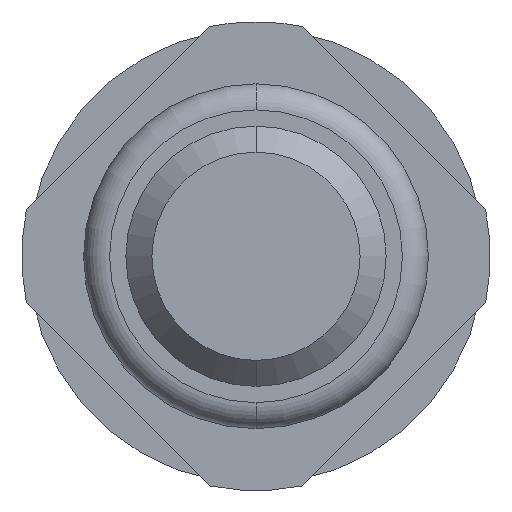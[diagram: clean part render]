
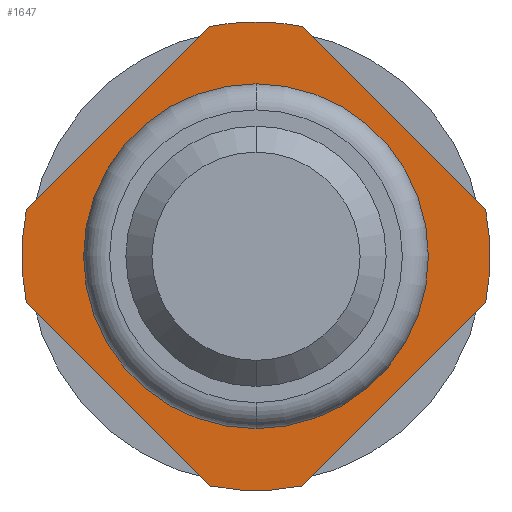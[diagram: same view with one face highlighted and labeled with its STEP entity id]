
A CAD part, front view. The second image highlights one B-rep face of the part: STEP entity #1647.
In plain terms, the highlighted planar face has unit normal (0, -1, 0).
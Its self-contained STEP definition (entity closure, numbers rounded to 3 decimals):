
#7 = CARTESIAN_POINT ( 'NONE',  ( 1.8, -2., 0. ) ) ;
#42 = LINE ( 'NONE', #3430, #2024 ) ;
#93 = AXIS2_PLACEMENT_3D ( 'NONE', #786, #1327, #1648 ) ;
#167 = EDGE_CURVE ( 'Defeature ausgef�hrt3_15+Defeature ausgef�hrt3_0+Defeature ausgef�hrt3_1+Defeature ausgef�hrt3_4', #307, #2060, #42, .T. ) ;
#194 = ORIENTED_EDGE ( 'NONE', *, *, #3706, .F. ) ;
#239 = CARTESIAN_POINT ( 'NONE',  ( 0., -2., 1.8 ) ) ;
#241 = EDGE_CURVE ( 'Defeature ausgef�hrt3_17+Defeature ausgef�hrt3_0+Defeature ausgef�hrt3_3+Defeature ausgef�hrt3_2', #2325, #868, #409, .T. ) ;
#275 = CIRCLE ( 'NONE', #2107, 1.8 ) ;
#286 = EDGE_LOOP ( 'NONE', ( #3436, #2461 ) ) ;
#287 = CARTESIAN_POINT ( 'NONE',  ( 0., -2., -1.325 ) ) ;
#295 = CARTESIAN_POINT ( 'NONE',  ( 0., -2., 0. ) ) ;
#307 = VERTEX_POINT ( 'NONE', #1176 ) ;
#326 = DIRECTION ( 'NONE',  ( 0.707, 0., 0.707 ) ) ;
#372 = EDGE_CURVE ( 'Defeature ausgef�hrt3_16+Defeature ausgef�hrt3_0+Defeature ausgef�hrt3_4+Defeature ausgef�hrt3_3', #3287, #2868, #3139, .T. ) ;
#397 = DIRECTION ( 'NONE',  ( 0., 1., 0. ) ) ;
#409 = LINE ( 'NONE', #1462, #3416 ) ;
#411 = CARTESIAN_POINT ( 'NONE',  ( 0., -2., 1.325 ) ) ;
#412 = LINE ( 'NONE', #1151, #1891 ) ;
#531 = VERTEX_POINT ( 'NONE', #411 ) ;
#550 = CIRCLE ( 'NONE', #2608, 1.8 ) ;
#558 = DIRECTION ( 'NONE',  ( -0.707, 0., -0.707 ) ) ;
#598 = DIRECTION ( 'NONE',  ( 0., 0., 1. ) ) ;
#625 = AXIS2_PLACEMENT_3D ( 'NONE', #1732, #2073, #1771 ) ;
#699 = ORIENTED_EDGE ( 'NONE', *, *, #372, .F. ) ;
#706 = VERTEX_POINT ( 'NONE', #239 ) ;
#711 = AXIS2_PLACEMENT_3D ( 'NONE', #2238, #3699, #2516 ) ;
#786 = CARTESIAN_POINT ( 'NONE',  ( 0., -2., 0. ) ) ;
#798 = ORIENTED_EDGE ( 'NONE', *, *, #241, .F. ) ;
#801 = DIRECTION ( 'NONE',  ( 0., 0., 1. ) ) ;
#821 = EDGE_LOOP ( 'NONE', ( #2223, #2319, #3498, #798, #2945, #699, #2321, #2874, #194 ) ) ;
#868 = VERTEX_POINT ( 'NONE', #2566 ) ;
#899 = DIRECTION ( 'NONE',  ( 0., 1., 0. ) ) ;
#903 = CARTESIAN_POINT ( 'NONE',  ( -1.764, -2., -0.357 ) ) ;
#1105 = CARTESIAN_POINT ( 'NONE',  ( 0., -2., 0. ) ) ;
#1151 = CARTESIAN_POINT ( 'NONE',  ( 1.961, -2., 0.161 ) ) ;
#1176 = CARTESIAN_POINT ( 'NONE',  ( 1.764, -2., -0.357 ) ) ;
#1298 = CARTESIAN_POINT ( 'NONE',  ( 0.357, -2., 1.764 ) ) ;
#1327 = DIRECTION ( 'NONE',  ( 0., 1., 0. ) ) ;
#1413 = EDGE_CURVE ( 'Defeature ausgef�hrt3_2+Defeature ausgef�hrt3_0+Defeature ausgef�hrt3_17+Defeature ausgef�hrt3_18', #868, #706, #3570, .T. ) ;
#1462 = CARTESIAN_POINT ( 'NONE',  ( -0.161, -2., 1.961 ) ) ;
#1549 = CARTESIAN_POINT ( 'NONE',  ( -0.161, -2., -1.961 ) ) ;
#1636 = EDGE_CURVE ( 'Defeature ausgef�hrt3_2+Defeature ausgef�hrt3_0+Defeature ausgef�hrt3_17+Defeature ausgef�hrt3_18', #706, #3050, #3020, .T. ) ;
#1647 = ADVANCED_FACE ( 'Defeature ausgef�hrt3_0', ( #2746, #2925 ), #2923, .F. ) ;
#1648 = DIRECTION ( 'NONE',  ( 0., 0., 1. ) ) ;
#1679 = AXIS2_PLACEMENT_3D ( 'NONE', #7, #2063, #598 ) ;
#1732 = CARTESIAN_POINT ( 'NONE',  ( 0., -2., 0. ) ) ;
#1771 = DIRECTION ( 'NONE',  ( 0., 0., 1. ) ) ;
#1829 = DIRECTION ( 'NONE',  ( -0.707, 0., 0.707 ) ) ;
#1891 = VECTOR ( 'NONE', #3180, 1000. ) ;
#1930 = CIRCLE ( 'NONE', #711, 1.8 ) ;
#1965 = DIRECTION ( 'NONE',  ( 0., 1., 0. ) ) ;
#2024 = VECTOR ( 'NONE', #558, 1000. ) ;
#2057 = VERTEX_POINT ( 'NONE', #2130 ) ;
#2060 = VERTEX_POINT ( 'NONE', #3582 ) ;
#2063 = DIRECTION ( 'NONE',  ( 0., 1., 0. ) ) ;
#2073 = DIRECTION ( 'NONE',  ( 0., 1., 0. ) ) ;
#2107 = AXIS2_PLACEMENT_3D ( 'NONE', #3283, #397, #3032 ) ;
#2109 = CARTESIAN_POINT ( 'NONE',  ( -1.764, -2., 0.357 ) ) ;
#2130 = CARTESIAN_POINT ( 'NONE',  ( 1.764, -2., 0.357 ) ) ;
#2158 = VECTOR ( 'NONE', #1829, 1000. ) ;
#2223 = ORIENTED_EDGE ( 'NONE', *, *, #2932, .F. ) ;
#2238 = CARTESIAN_POINT ( 'NONE',  ( 0., -2., 0. ) ) ;
#2247 = DIRECTION ( 'NONE',  ( 0., 0., 1. ) ) ;
#2253 = CARTESIAN_POINT ( 'NONE',  ( -0.357, -2., -1.764 ) ) ;
#2319 = ORIENTED_EDGE ( 'NONE', *, *, #1636, .F. ) ;
#2321 = ORIENTED_EDGE ( 'NONE', *, *, #3541, .F. ) ;
#2325 = VERTEX_POINT ( 'NONE', #2109 ) ;
#2461 = ORIENTED_EDGE ( 'NONE', *, *, #2495, .T. ) ;
#2495 = EDGE_CURVE ( 'Defeature ausgef�hrt3_0+Defeature ausgef�hrt3_12+Defeature ausgef�hrt3_12+Defeature ausgef�hrt3_12', #2897, #531, #3423, .T. ) ;
#2516 = DIRECTION ( 'NONE',  ( 0., 0., 1. ) ) ;
#2538 = DIRECTION ( 'NONE',  ( 0., 1., 0. ) ) ;
#2566 = CARTESIAN_POINT ( 'NONE',  ( -0.357, -2., 1.764 ) ) ;
#2608 = AXIS2_PLACEMENT_3D ( 'NONE', #295, #899, #3213 ) ;
#2693 = EDGE_CURVE ( 'Defeature ausgef�hrt3_0+Defeature ausgef�hrt3_12+Defeature ausgef�hrt3_12+Defeature ausgef�hrt3_12', #531, #2897, #3022, .T. ) ;
#2746 = FACE_BOUND ( 'NONE', #286, .T. ) ;
#2813 = CARTESIAN_POINT ( 'NONE',  ( 0., -2., 0. ) ) ;
#2825 = AXIS2_PLACEMENT_3D ( 'NONE', #1105, #1965, #801 ) ;
#2868 = VERTEX_POINT ( 'NONE', #903 ) ;
#2874 = ORIENTED_EDGE ( 'NONE', *, *, #167, .F. ) ;
#2897 = VERTEX_POINT ( 'NONE', #287 ) ;
#2923 = PLANE ( 'NONE',  #1679 ) ;
#2925 = FACE_OUTER_BOUND ( 'NONE', #821, .T. ) ;
#2932 = EDGE_CURVE ( 'Defeature ausgef�hrt3_18+Defeature ausgef�hrt3_0+Defeature ausgef�hrt3_2+Defeature ausgef�hrt3_1', #3050, #2057, #412, .T. ) ;
#2945 = ORIENTED_EDGE ( 'NONE', *, *, #3369, .F. ) ;
#3020 = CIRCLE ( 'NONE', #625, 1.8 ) ;
#3022 = CIRCLE ( 'NONE', #93, 1.325 ) ;
#3032 = DIRECTION ( 'NONE',  ( 0., 0., 1. ) ) ;
#3050 = VERTEX_POINT ( 'NONE', #1298 ) ;
#3139 = LINE ( 'NONE', #1549, #2158 ) ;
#3180 = DIRECTION ( 'NONE',  ( 0.707, 0., -0.707 ) ) ;
#3212 = AXIS2_PLACEMENT_3D ( 'NONE', #2813, #2538, #2247 ) ;
#3213 = DIRECTION ( 'NONE',  ( 0., 0., 1. ) ) ;
#3283 = CARTESIAN_POINT ( 'NONE',  ( 0., -2., 0. ) ) ;
#3287 = VERTEX_POINT ( 'NONE', #2253 ) ;
#3369 = EDGE_CURVE ( 'Defeature ausgef�hrt3_3+Defeature ausgef�hrt3_0+Defeature ausgef�hrt3_16+Defeature ausgef�hrt3_17', #2868, #2325, #550, .T. ) ;
#3416 = VECTOR ( 'NONE', #326, 1000. ) ;
#3423 = CIRCLE ( 'NONE', #3212, 1.325 ) ;
#3430 = CARTESIAN_POINT ( 'NONE',  ( 1.961, -2., -0.161 ) ) ;
#3436 = ORIENTED_EDGE ( 'NONE', *, *, #2693, .T. ) ;
#3498 = ORIENTED_EDGE ( 'NONE', *, *, #1413, .F. ) ;
#3541 = EDGE_CURVE ( 'Defeature ausgef�hrt3_4+Defeature ausgef�hrt3_0+Defeature ausgef�hrt3_15+Defeature ausgef�hrt3_16', #2060, #3287, #275, .T. ) ;
#3570 = CIRCLE ( 'NONE', #2825, 1.8 ) ;
#3582 = CARTESIAN_POINT ( 'NONE',  ( 0.357, -2., -1.764 ) ) ;
#3699 = DIRECTION ( 'NONE',  ( 0., 1., 0. ) ) ;
#3706 = EDGE_CURVE ( 'Defeature ausgef�hrt3_1+Defeature ausgef�hrt3_0+Defeature ausgef�hrt3_18+Defeature ausgef�hrt3_15', #2057, #307, #1930, .T. ) ;
